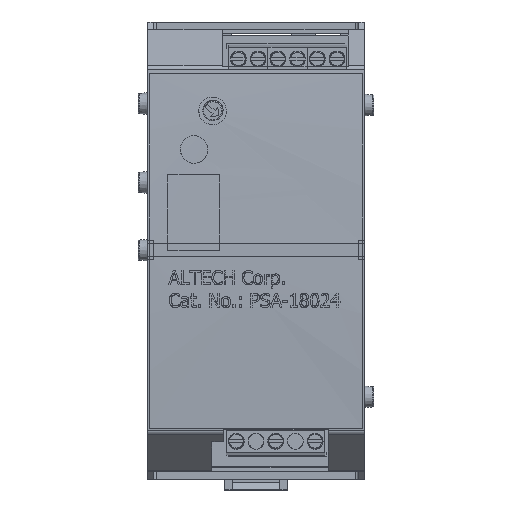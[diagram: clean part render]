
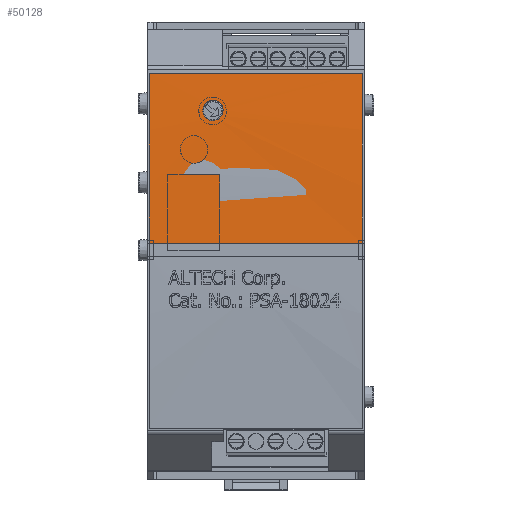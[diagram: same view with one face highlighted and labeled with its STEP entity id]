
A CAD part, top view. The second image highlights one B-rep face of the part: STEP entity #50128.
In plain terms, the highlighted cylindrical face has radius 541.707 mm (diameter 1083.41 mm), a partial arc.
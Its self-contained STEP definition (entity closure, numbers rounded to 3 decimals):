
#50046=CARTESIAN_POINT('',(-1.7,-413.392,-27.5));
#50047=DIRECTION('',(0.0,0.0,1.0));
#50048=DIRECTION('',(0.,1.0,0.0));
#50049=AXIS2_PLACEMENT_3D('',#50046,#50047,#50048);
#50050=CYLINDRICAL_SURFACE('',#50049,541.707);
#50051=CARTESIAN_POINT('',(-1.7,128.315,-54.47));
#50052=VERTEX_POINT('',#50051);
#50053=CARTESIAN_POINT('',(-44.872,126.592,-54.47));
#50054=VERTEX_POINT('',#50053);
#50055=CARTESIAN_POINT('',(-1.7,-413.392,-54.47));
#50056=DIRECTION('',(0.0,0.0,1.0));
#50057=DIRECTION('',(0.,1.0,0.0));
#50058=AXIS2_PLACEMENT_3D('',#50055,#50056,#50057);
#50059=CIRCLE('',#50058,541.707);
#50060=EDGE_CURVE('',#50052,#50054,#50059,.T.);
#50061=ORIENTED_EDGE('',*,*,#50060,.T.);
#50062=CARTESIAN_POINT('',(-44.872,126.592,-0.368));
#50063=VERTEX_POINT('',#50062);
#50064=CARTESIAN_POINT('',(-44.872,126.592,-54.47));
#50065=DIRECTION('',(0.0,0.0,1.0));
#50066=VECTOR('',#50065,54.102);
#50067=LINE('',#50064,#50066);
#50068=EDGE_CURVE('',#50054,#50063,#50067,.T.);
#50069=ORIENTED_EDGE('',*,*,#50068,.T.);
#50070=CARTESIAN_POINT('',(-1.7,128.315,-0.368));
#50071=VERTEX_POINT('',#50070);
#50072=CARTESIAN_POINT('',(-1.7,-413.392,-0.368));
#50073=DIRECTION('',(0.0,0.0,-1.0));
#50074=DIRECTION('',(0.,1.0,0.0));
#50075=AXIS2_PLACEMENT_3D('',#50072,#50073,#50074);
#50076=CIRCLE('',#50075,541.707);
#50077=EDGE_CURVE('',#50063,#50071,#50076,.T.);
#50078=ORIENTED_EDGE('',*,*,#50077,.T.);
#50079=CARTESIAN_POINT('',(-1.7,128.315,-0.368));
#50080=DIRECTION('',(0.0,0.0,-1.0));
#50081=VECTOR('',#50080,54.102);
#50082=LINE('',#50079,#50081);
#50083=EDGE_CURVE('',#50071,#50052,#50082,.T.);
#50084=ORIENTED_EDGE('',*,*,#50083,.T.);
#50085=EDGE_LOOP('',(#50061,#50069,#50078,#50084));
#50086=FACE_OUTER_BOUND('',#50085,.T.);
#50087=CARTESIAN_POINT('',(-32.964,127.412,-16.658));
#50088=VERTEX_POINT('',#50087);
#50089=CARTESIAN_POINT('',(-32.964,127.412,-16.658));
#50090=CARTESIAN_POINT('',(-32.964,127.412,-16.344));
#50091=CARTESIAN_POINT('',(-33.027,127.408,-16.009));
#50092=CARTESIAN_POINT('',(-33.282,127.393,-15.393));
#50093=CARTESIAN_POINT('',(-33.474,127.382,-15.112));
#50094=CARTESIAN_POINT('',(-33.918,127.356,-14.668));
#50095=CARTESIAN_POINT('',(-34.199,127.339,-14.476));
#50096=CARTESIAN_POINT('',(-34.816,127.302,-14.22));
#50097=CARTESIAN_POINT('',(-35.151,127.281,-14.158));
#50098=CARTESIAN_POINT('',(-35.778,127.242,-14.158));
#50099=CARTESIAN_POINT('',(-36.113,127.221,-14.22));
#50100=CARTESIAN_POINT('',(-36.73,127.181,-14.476));
#50101=CARTESIAN_POINT('',(-37.011,127.163,-14.668));
#50102=CARTESIAN_POINT('',(-37.455,127.134,-15.112));
#50103=CARTESIAN_POINT('',(-37.647,127.121,-15.393));
#50104=CARTESIAN_POINT('',(-37.902,127.104,-16.009));
#50105=CARTESIAN_POINT('',(-37.964,127.1,-16.344));
#50106=CARTESIAN_POINT('',(-37.964,127.1,-16.972));
#50107=CARTESIAN_POINT('',(-37.902,127.104,-17.306));
#50108=CARTESIAN_POINT('',(-37.647,127.121,-17.922));
#50109=CARTESIAN_POINT('',(-37.455,127.134,-18.203));
#50110=CARTESIAN_POINT('',(-37.011,127.163,-18.647));
#50111=CARTESIAN_POINT('',(-36.73,127.181,-18.84));
#50112=CARTESIAN_POINT('',(-36.113,127.221,-19.095));
#50113=CARTESIAN_POINT('',(-35.778,127.242,-19.158));
#50114=CARTESIAN_POINT('',(-35.151,127.281,-19.158));
#50115=CARTESIAN_POINT('',(-34.816,127.302,-19.095));
#50116=CARTESIAN_POINT('',(-34.199,127.339,-18.84));
#50117=CARTESIAN_POINT('',(-33.918,127.356,-18.647));
#50118=CARTESIAN_POINT('',(-33.474,127.382,-18.203));
#50119=CARTESIAN_POINT('',(-33.282,127.393,-17.922));
#50120=CARTESIAN_POINT('',(-33.027,127.408,-17.306));
#50121=CARTESIAN_POINT('',(-32.964,127.412,-16.972));
#50122=CARTESIAN_POINT('',(-32.964,127.412,-16.658));
#50123=B_SPLINE_CURVE_WITH_KNOTS('',3,(#50089,#50090,#50091,#50092,#50093,#50094,#50095,#50096,#50097,#50098,#50099,#50100,#50101,#50102,#50103,#50104,#50105,#50106,#50107,#50108,#50109,#50110,#50111,#50112,#50113,#50114,#50115,#50116,#50117,#50118,#50119,#50120,#50121,#50122),.UNSPECIFIED.,.T.,.U.,(4,2,2,2,2,2,2,2,2,2,2,2,2,2,2,2,4),(-1.508,-1.414,-1.32,-1.226,-1.131,-1.037,-0.942,-0.848,-0.754,-0.66,-0.566,-0.471,-0.377,-0.283,-0.188,-0.094,0.0),.UNSPECIFIED.);
#50124=EDGE_CURVE('',#50088,#50088,#50123,.T.);
#50125=ORIENTED_EDGE('',*,*,#50124,.T.);
#50126=EDGE_LOOP('',(#50125));
#50127=FACE_BOUND('',#50126,.T.);
#50128=ADVANCED_FACE('',(#50086,#50127),#50050,.T.);
